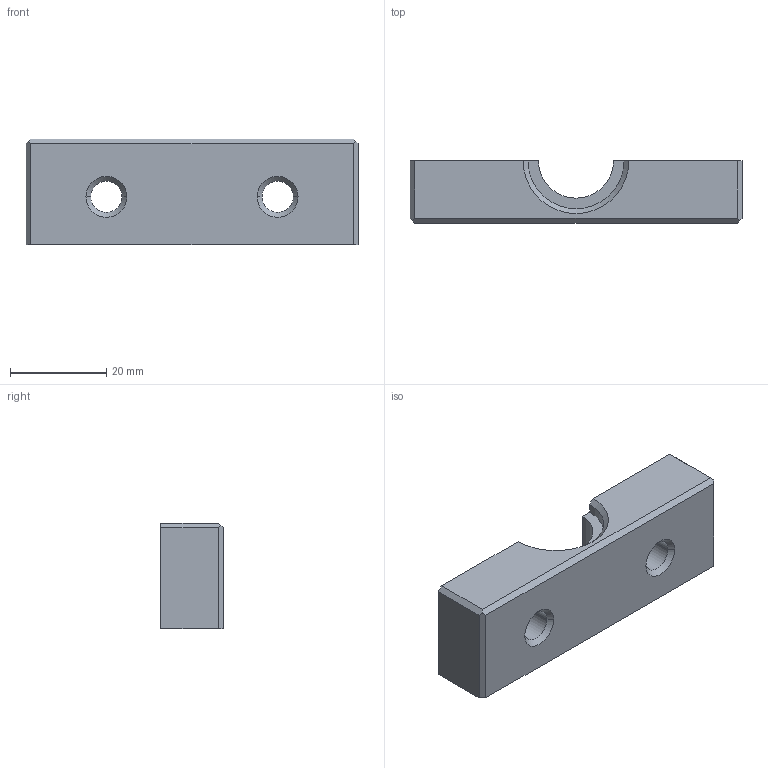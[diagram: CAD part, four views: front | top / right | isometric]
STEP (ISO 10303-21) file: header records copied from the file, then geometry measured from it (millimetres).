
FILE_DESCRIPTION(('CATIA V5 STEP Exchange'),'2;1');
FILE_NAME('dio4.stp','2024-07-17T12:55:51+00:00',('none'),('none'),'CATIA Version 5 Release 21 SP 6 (IN-10)','CATIA V5 STEP AP203','none');
FILE_SCHEMA(('CONFIG_CONTROL_DESIGN'));
Length unit declared in the file: millimetre
Products named in the file (1): dio4
Bounding box: 69 x 13 x 22 mm (x, y, z)
Volume: 16477.5 mm3; surface area: 5688.6 mm2
Topology: 1 solids, 1 shells, 24 faces, 62 edges, 40 vertices
Faces by surface type: plane 13, cylinder 6, cone 5
Entity records: 742 total; most frequent: CARTESIAN_POINT 130, ORIENTED_EDGE 124, DIRECTION 98, EDGE_CURVE 62, VERTEX_POINT 40, AXIS2_PLACEMENT_3D 39, VECTOR 39, LINE 39
